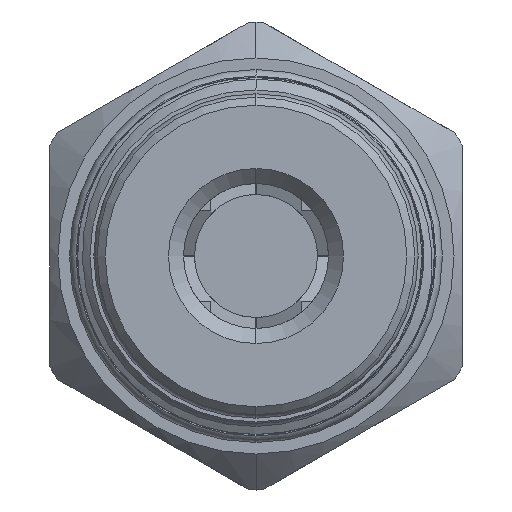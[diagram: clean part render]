
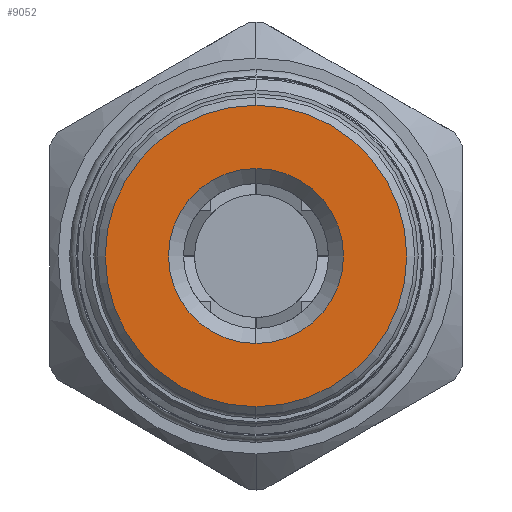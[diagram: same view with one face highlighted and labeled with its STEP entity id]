
A CAD part, left-side view. The second image highlights one B-rep face of the part: STEP entity #9052.
In plain terms, the highlighted planar face has unit normal (-1, 0, 0).
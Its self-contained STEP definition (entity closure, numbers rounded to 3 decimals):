
#2254 = AXIS2_PLACEMENT_3D ( 'NONE', #4160, #4165, #4166 ) ;
#3358 = CIRCLE ( 'NONE', #9223, 8.75 ) ;
#3445 = CIRCLE ( 'NONE', #9246, 15.075 ) ;
#3475 = CIRCLE ( 'NONE', #9249, 8.75 ) ;
#3702 = CIRCLE ( 'NONE', #9294, 15.075 ) ;
#4159 = PLANE ( 'NONE',  #2254 ) ;
#4160 = CARTESIAN_POINT ( 'NONE',  ( 0., 0., 0. ) ) ;
#4165 = DIRECTION ( 'NONE',  ( 1., 0., 0. ) ) ;
#4166 = DIRECTION ( 'NONE',  ( 0., 0., -1. ) ) ;
#6347 = CARTESIAN_POINT ( 'NONE',  ( 0., 0., -8.75 ) ) ;
#6351 = CARTESIAN_POINT ( 'NONE',  ( 0., 0., 8.75 ) ) ;
#6355 = CARTESIAN_POINT ( 'NONE',  ( 0., 0., -15.075 ) ) ;
#6358 = CARTESIAN_POINT ( 'NONE',  ( 0., 0., 15.075 ) ) ;
#7076 = ORIENTED_EDGE ( 'NONE', *, *, #16782, .T. ) ;
#7300 = ORIENTED_EDGE ( 'NONE', *, *, #16693, .T. ) ;
#7361 = ORIENTED_EDGE ( 'NONE', *, *, #16804, .T. ) ;
#7366 = ORIENTED_EDGE ( 'NONE', *, *, #16993, .T. ) ;
#9052 = ADVANCED_FACE ( 'NONE', ( #17385, #17395 ), #4159, .F. ) ;
#9223 = AXIS2_PLACEMENT_3D ( 'NONE', #11141, #11142, #11143 ) ;
#9246 = AXIS2_PLACEMENT_3D ( 'NONE', #9572, #9573, #9574 ) ;
#9249 = AXIS2_PLACEMENT_3D ( 'NONE', #9656, #9657, #9658 ) ;
#9294 = AXIS2_PLACEMENT_3D ( 'NONE', #11782, #11783, #11784 ) ;
#9572 = CARTESIAN_POINT ( 'NONE',  ( 0., 0., 0. ) ) ;
#9573 = DIRECTION ( 'NONE',  ( -1., 0., 0. ) ) ;
#9574 = DIRECTION ( 'NONE',  ( 0., 0., -1. ) ) ;
#9656 = CARTESIAN_POINT ( 'NONE',  ( 0., 0., 0. ) ) ;
#9657 = DIRECTION ( 'NONE',  ( 1., 0., 0. ) ) ;
#9658 = DIRECTION ( 'NONE',  ( 0., 0., -1. ) ) ;
#11141 = CARTESIAN_POINT ( 'NONE',  ( 0., 0., 0. ) ) ;
#11142 = DIRECTION ( 'NONE',  ( 1., 0., 0. ) ) ;
#11143 = DIRECTION ( 'NONE',  ( 0., 0., -1. ) ) ;
#11782 = CARTESIAN_POINT ( 'NONE',  ( 0., 0., 0. ) ) ;
#11783 = DIRECTION ( 'NONE',  ( -1., 0., 0. ) ) ;
#11784 = DIRECTION ( 'NONE',  ( 0., 0., -1. ) ) ;
#12506 = VERTEX_POINT ( 'NONE', #6347 ) ;
#12510 = VERTEX_POINT ( 'NONE', #6351 ) ;
#12514 = VERTEX_POINT ( 'NONE', #6355 ) ;
#12517 = VERTEX_POINT ( 'NONE', #6358 ) ;
#12763 = EDGE_LOOP ( 'NONE', ( #7361, #7300 ) ) ;
#12778 = EDGE_LOOP ( 'NONE', ( #7076, #7366 ) ) ;
#16693 = EDGE_CURVE ( 'NONE', #12506, #12510, #3358, .T. ) ;
#16782 = EDGE_CURVE ( 'NONE', #12514, #12517, #3445, .T. ) ;
#16804 = EDGE_CURVE ( 'NONE', #12510, #12506, #3475, .T. ) ;
#16993 = EDGE_CURVE ( 'NONE', #12517, #12514, #3702, .T. ) ;
#17385 = FACE_OUTER_BOUND ( 'NONE', #12778, .T. ) ;
#17395 = FACE_BOUND ( 'NONE', #12763, .T. ) ;
